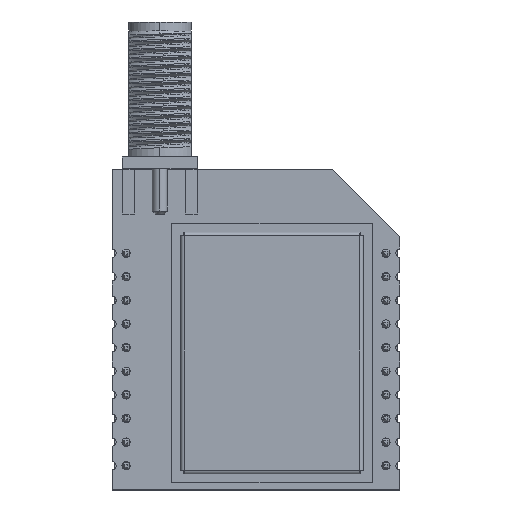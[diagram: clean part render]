
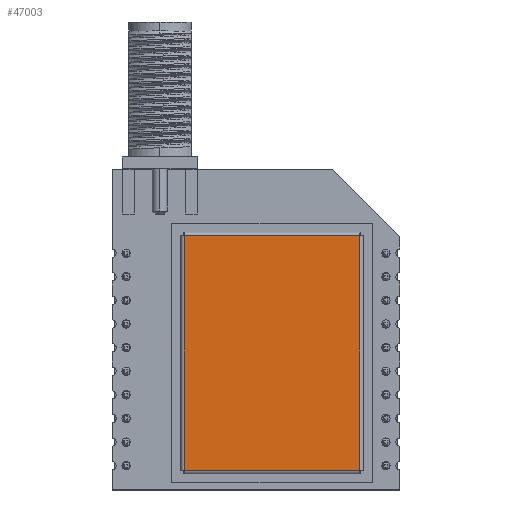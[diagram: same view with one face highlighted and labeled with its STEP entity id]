
A CAD part, top view. The second image highlights one B-rep face of the part: STEP entity #47003.
In plain terms, the highlighted face is planar.
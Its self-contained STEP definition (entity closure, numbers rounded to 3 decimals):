
#3050 = CARTESIAN_POINT ( 'NONE',  ( 0., 2.6, 0. ) ) ;
#3464 = CARTESIAN_POINT ( 'NONE',  ( -9.967, 2.6, 7.438 ) ) ;
#3992 = VERTEX_POINT ( 'NONE', #51492 ) ;
#5530 = CARTESIAN_POINT ( 'NONE',  ( -9.938, 2.6, -7.438 ) ) ;
#8750 = DIRECTION ( 'NONE',  ( 0., -1., 0. ) ) ;
#9601 = VECTOR ( 'NONE', #30309, 1000. ) ;
#10481 = EDGE_CURVE ( 'NONE', #12296, #3992, #33036, .T. ) ;
#12082 = DIRECTION ( 'NONE',  ( 0., 0., -1. ) ) ;
#12296 = VERTEX_POINT ( 'NONE', #13324 ) ;
#12402 = EDGE_CURVE ( 'NONE', #40086, #13548, #40166, .T. ) ;
#13269 = PLANE ( 'NONE',  #32425 ) ;
#13324 = CARTESIAN_POINT ( 'NONE',  ( 9.938, 2.6, 7.438 ) ) ;
#13548 = VERTEX_POINT ( 'NONE', #53730 ) ;
#14541 = DIRECTION ( 'NONE',  ( 0., 0., 1. ) ) ;
#15234 = DIRECTION ( 'NONE',  ( 0., 0., -1. ) ) ;
#17250 = LINE ( 'NONE', #40774, #54017 ) ;
#18686 = EDGE_CURVE ( 'NONE', #3992, #40086, #17250, .T. ) ;
#21074 = VECTOR ( 'NONE', #14541, 1000. ) ;
#26693 = LINE ( 'NONE', #3464, #9601 ) ;
#28655 = VECTOR ( 'NONE', #15234, 1000. ) ;
#28998 = CARTESIAN_POINT ( 'NONE',  ( -9.938, 2.6, -7.467 ) ) ;
#30309 = DIRECTION ( 'NONE',  ( 1., 0., 0. ) ) ;
#32425 = AXIS2_PLACEMENT_3D ( 'NONE', #3050, #8750, #12082 ) ;
#33036 = LINE ( 'NONE', #46924, #28655 ) ;
#35597 = FACE_OUTER_BOUND ( 'NONE', #45682, .T. ) ;
#35931 = DIRECTION ( 'NONE',  ( -1., 0., 0. ) ) ;
#40086 = VERTEX_POINT ( 'NONE', #5530 ) ;
#40166 = LINE ( 'NONE', #28998, #21074 ) ;
#40774 = CARTESIAN_POINT ( 'NONE',  ( 9.967, 2.6, -7.438 ) ) ;
#44221 = ORIENTED_EDGE ( 'NONE', *, *, #18686, .T. ) ;
#45682 = EDGE_LOOP ( 'NONE', ( #54388, #44221, #58781, #47203 ) ) ;
#46924 = CARTESIAN_POINT ( 'NONE',  ( 9.938, 2.6, 7.467 ) ) ;
#47003 = ADVANCED_FACE ( 'NONE', ( #35597 ), #13269, .F. ) ;
#47203 = ORIENTED_EDGE ( 'NONE', *, *, #58052, .T. ) ;
#51492 = CARTESIAN_POINT ( 'NONE',  ( 9.938, 2.6, -7.438 ) ) ;
#53730 = CARTESIAN_POINT ( 'NONE',  ( -9.938, 2.6, 7.438 ) ) ;
#54017 = VECTOR ( 'NONE', #35931, 1000. ) ;
#54388 = ORIENTED_EDGE ( 'NONE', *, *, #10481, .T. ) ;
#58052 = EDGE_CURVE ( 'NONE', #13548, #12296, #26693, .T. ) ;
#58781 = ORIENTED_EDGE ( 'NONE', *, *, #12402, .T. ) ;
